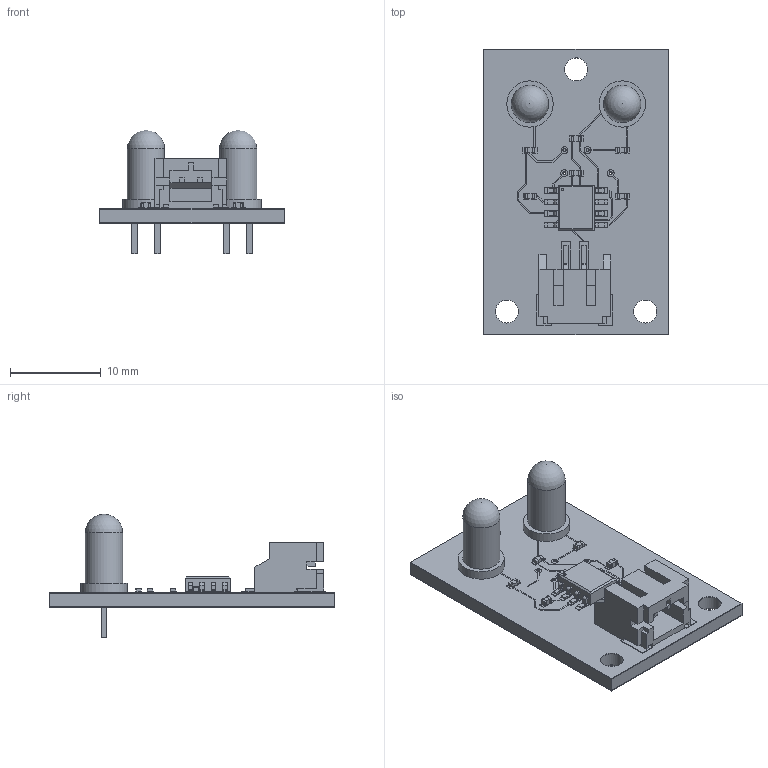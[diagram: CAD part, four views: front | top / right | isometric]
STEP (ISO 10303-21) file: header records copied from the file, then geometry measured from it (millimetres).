
FILE_DESCRIPTION(/* description */ (''),/* implementation_level */ '2;1');
FILE_NAME(/* name */ 'PCB board.step',/* time_stamp */ '2026-02-14T13:22:35+01:00',/* author */ (''),/* organization */ (''),/* preprocessor_version */ 'ST-DEVELOPER v20.1',/* originating_system */ 'Autodesk Translation Framework v14.24.0.0',/* authorisation */ '');
FILE_SCHEMA (('AUTOMOTIVE_DESIGN { 1 0 10303 214 3 1 1 }','FEATURE_BASED_PROCESS_PLANNING','TECHNICAL_DATA_PACKAGING'));
Length unit declared in the file: millimetre
Products named in the file (13): 2026-02-13-20-28-22-625; 2026-02-13-20-28-32-986; 2026-02-13-20-28-33-093; 2026-02-13-20-28-33-121; 2026-02-13-20-28-33-141; 2026-02-13-20-28-33-162; 2026-02-13-20-28-33-197; 2026-02-13-20-28-33-497; 2026-02-13-20-28-33-545; 2026-02-13-20-28-33-615; 2026-02-13-20-28-33-629; 2026-02-13-20-28-33-687; 2026-02-13-20-28-33-745
Assembly tree (17 placements, depth 4):
  2026-02-13-20-28-22-625
    2026-02-13-20-28-32-986
    2026-02-13-20-28-33-093
    2026-02-13-20-28-33-121
    2026-02-13-20-28-33-141
    2026-02-13-20-28-33-162
    2026-02-13-20-28-33-197
      2026-02-13-20-28-33-497  x2
      2026-02-13-20-28-33-545  x2
        2026-02-13-20-28-33-615
      2026-02-13-20-28-33-629
      2026-02-13-20-28-33-687
      2026-02-13-20-28-33-745  x4
Bounding box: 20.3 x 31.42 x 13.6 mm (x, y, z)
Volume: 1479.1 mm3; surface area: 5064.6 mm2
Topology: 74 solids, 74 shells, 1363 faces, 3276 edges, 2086 vertices
Faces by surface type: plane 891, cylinder 374, sphere 98
Full cylindrical faces by diameter (mm): 0.28 x12, 0.3 x1, 0.35 x14, 0.743 x20, 0.813 x16, 2.54 x9, 4.1 x2, 5.1 x2
Entity records: 34146 total; most frequent: CARTESIAN_POINT 5805, DIRECTION 5674, ORIENTED_EDGE 5620, EDGE_CURVE 2810, LINE 2256, VECTOR 2256, VERTEX_POINT 1840, AXIS2_PLACEMENT_3D 1709
